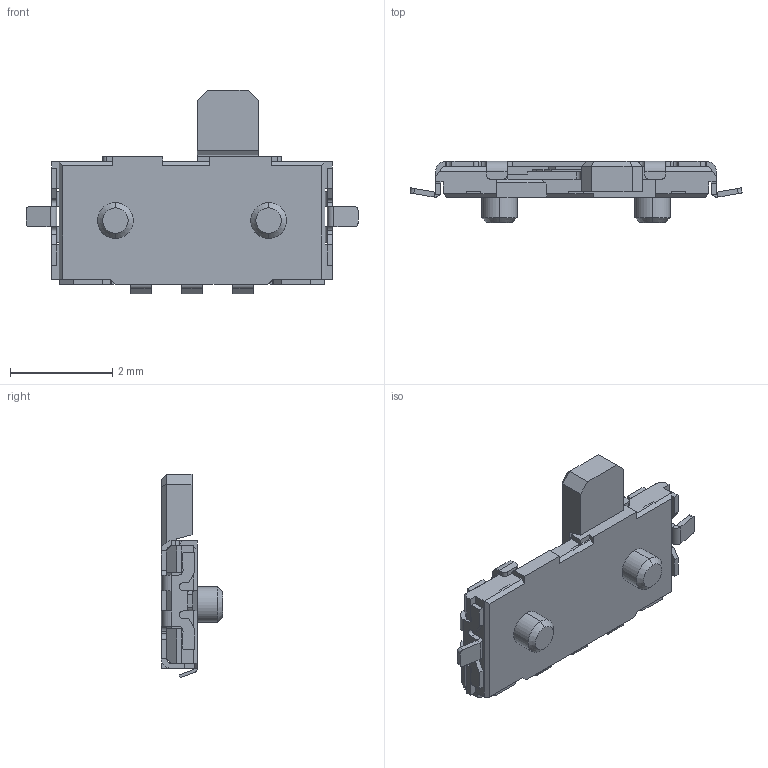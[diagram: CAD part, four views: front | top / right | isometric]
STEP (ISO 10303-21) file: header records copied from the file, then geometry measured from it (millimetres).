
FILE_DESCRIPTION (( 'STEP AP214' ), '1' );
FILE_NAME ('SSAJ110100.STEP', '2022-07-18T05:14:22', ( '' ), ( '' ), 'SwSTEP 2.0', 'SolidWorks 2017', '' );
FILE_SCHEMA (( 'AUTOMOTIVE_DESIGN' ));
Length unit declared in the file: millimetre
Products named in the file (1): SSAJ110100
Bounding box: 6.5 x 1.2 x 3.98 mm (x, y, z)
Volume: 9.5 mm3; surface area: 74.2 mm2
Topology: 10 solids, 10 shells, 377 faces, 970 edges, 611 vertices
Faces by surface type: plane 300, cylinder 73, cone 4
Entity records: 11341 total; most frequent: CARTESIAN_POINT 1959, ORIENTED_EDGE 1940, DIRECTION 1876, EDGE_CURVE 970, VECTOR 820, LINE 820, VERTEX_POINT 611, AXIS2_PLACEMENT_3D 528
